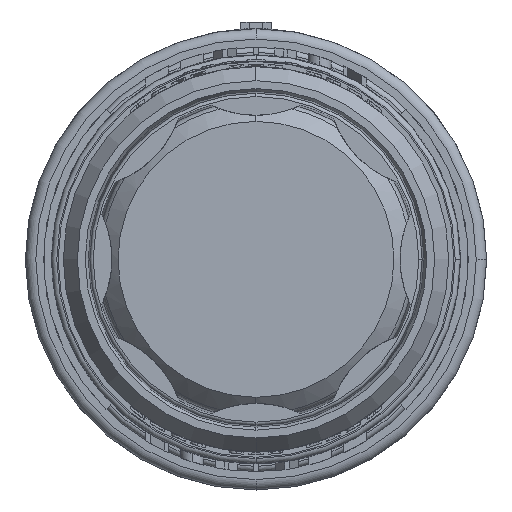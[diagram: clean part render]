
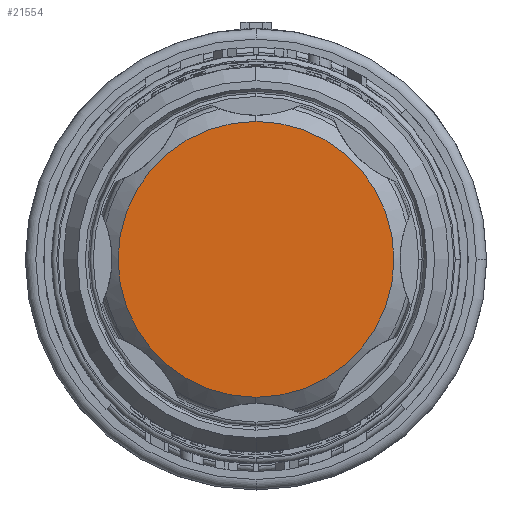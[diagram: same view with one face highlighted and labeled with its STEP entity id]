
A CAD part, left-side view. The second image highlights one B-rep face of the part: STEP entity #21554.
In plain terms, the highlighted planar face has unit normal (-1, 0, 0).
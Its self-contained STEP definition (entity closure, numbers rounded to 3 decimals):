
#2405 = DIRECTION ( 'NONE',  ( 0., 0., 1. ) ) ;
#6966 = ORIENTED_EDGE ( 'NONE', *, *, #27164, .T. ) ;
#7837 = AXIS2_PLACEMENT_3D ( 'NONE', #26559, #8433, #20843 ) ;
#8433 = DIRECTION ( 'NONE',  ( 1., 0., 0. ) ) ;
#9028 = PLANE ( 'NONE',  #7837 ) ;
#9158 = ORIENTED_EDGE ( 'NONE', *, *, #29449, .T. ) ;
#11952 = DIRECTION ( 'NONE',  ( 0., 0., 1. ) ) ;
#12601 = EDGE_LOOP ( 'NONE', ( #6966, #9158 ) ) ;
#13208 = AXIS2_PLACEMENT_3D ( 'NONE', #32540, #38851, #2405 ) ;
#15819 = VERTEX_POINT ( 'NONE', #24716 ) ;
#17440 = CARTESIAN_POINT ( 'NONE',  ( -85.043, 0., 0. ) ) ;
#17527 = AXIS2_PLACEMENT_3D ( 'NONE', #17440, #32232, #11952 ) ;
#20843 = DIRECTION ( 'NONE',  ( 0., 0., 1. ) ) ;
#21554 = ADVANCED_FACE ( 'NONE', ( #29510 ), #9028, .F. ) ;
#24716 = CARTESIAN_POINT ( 'NONE',  ( -85.043, 0., -20.89 ) ) ;
#25425 = CARTESIAN_POINT ( 'NONE',  ( -85.043, 0., 20.89 ) ) ;
#26559 = CARTESIAN_POINT ( 'NONE',  ( -85.043, 0., -20.89 ) ) ;
#27164 = EDGE_CURVE ( 'NONE', #33050, #15819, #29565, .T. ) ;
#29449 = EDGE_CURVE ( 'NONE', #15819, #33050, #34539, .T. ) ;
#29510 = FACE_OUTER_BOUND ( 'NONE', #12601, .T. ) ;
#29565 = CIRCLE ( 'NONE', #13208, 20.89 ) ;
#32232 = DIRECTION ( 'NONE',  ( -1., 0., 0. ) ) ;
#32540 = CARTESIAN_POINT ( 'NONE',  ( -85.043, 0., 0. ) ) ;
#33050 = VERTEX_POINT ( 'NONE', #25425 ) ;
#34539 = CIRCLE ( 'NONE', #17527, 20.89 ) ;
#38851 = DIRECTION ( 'NONE',  ( -1., 0., 0. ) ) ;
